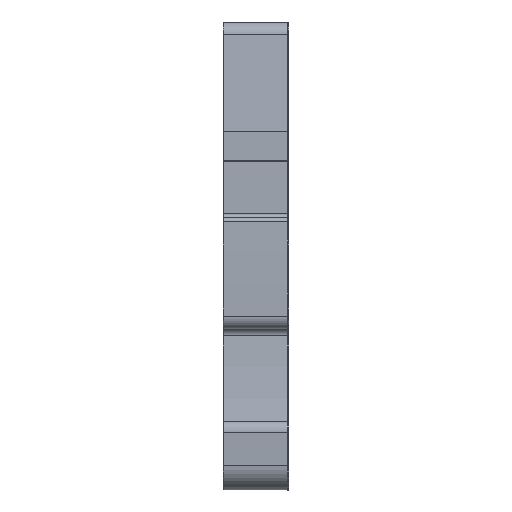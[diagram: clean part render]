
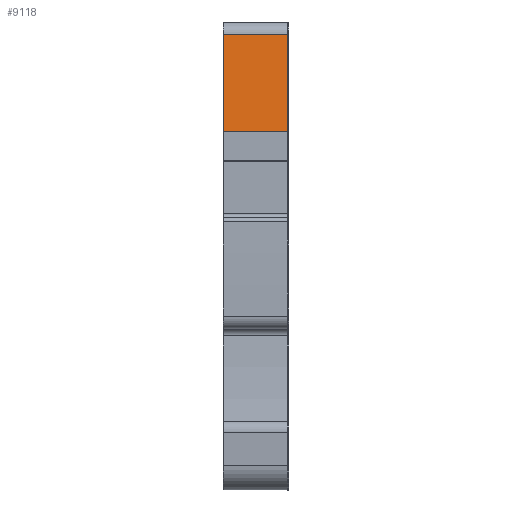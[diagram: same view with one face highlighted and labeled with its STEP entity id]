
A CAD part, front view. The second image highlights one B-rep face of the part: STEP entity #9118.
In plain terms, the highlighted planar face has unit normal (0, -0.996, 0.087).
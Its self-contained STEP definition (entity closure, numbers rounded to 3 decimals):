
#9091=AXIS2_PLACEMENT_3D('Plane Axis2P3D',#9088,#9089,#9090) ;
#9062=CARTESIAN_POINT('Line Origine',(2.5,1.936,27.7)) ;
#9066=CARTESIAN_POINT('Vertex',(5.,1.936,27.7)) ;
#9068=CARTESIAN_POINT('Vertex',(0.,1.936,27.7)) ;
#9088=CARTESIAN_POINT('Axis2P3D Location',(2.8,1.936,27.7)) ;
#9093=CARTESIAN_POINT('Line Origine',(2.5,2.596,35.237)) ;
#9097=CARTESIAN_POINT('Vertex',(5.,2.596,35.237)) ;
#9099=CARTESIAN_POINT('Vertex',(0.,2.596,35.237)) ;
#9102=CARTESIAN_POINT('Line Origine',(0.,2.266,31.469)) ;
#9107=CARTESIAN_POINT('Line Origine',(5.,2.266,31.469)) ;
#9063=DIRECTION('Vector Direction',(-1.,0.,0.)) ;
#9089=DIRECTION('Axis2P3D Direction',(0.,-0.996,0.087)) ;
#9090=DIRECTION('Axis2P3D XDirection',(0.,0.087,0.996)) ;
#9094=DIRECTION('Vector Direction',(-1.,0.,0.)) ;
#9103=DIRECTION('Vector Direction',(0.,0.087,0.996)) ;
#9108=DIRECTION('Vector Direction',(0.,0.087,0.996)) ;
#9064=VECTOR('Line Direction',#9063,1.) ;
#9095=VECTOR('Line Direction',#9094,1.) ;
#9104=VECTOR('Line Direction',#9103,1.) ;
#9109=VECTOR('Line Direction',#9108,1.) ;
#9113=ORIENTED_EDGE('',*,*,#9101,.T.) ;
#9114=ORIENTED_EDGE('',*,*,#9106,.F.) ;
#9115=ORIENTED_EDGE('',*,*,#9070,.F.) ;
#9116=ORIENTED_EDGE('',*,*,#9111,.T.) ;
#9118=ADVANCED_FACE('MLD1',(#9117),#9092,.T.) ;
#9070=EDGE_CURVE('',#9067,#9069,#9065,.T.) ;
#9101=EDGE_CURVE('',#9098,#9100,#9096,.T.) ;
#9106=EDGE_CURVE('',#9069,#9100,#9105,.T.) ;
#9111=EDGE_CURVE('',#9067,#9098,#9110,.T.) ;
#9112=EDGE_LOOP('',(#9113,#9114,#9115,#9116)) ;
#9117=FACE_OUTER_BOUND('',#9112,.T.) ;
#9065=LINE('Line',#9062,#9064) ;
#9096=LINE('Line',#9093,#9095) ;
#9105=LINE('Line',#9102,#9104) ;
#9110=LINE('Line',#9107,#9109) ;
#9092=PLANE('',#9091) ;
#9067=VERTEX_POINT('',#9066) ;
#9069=VERTEX_POINT('',#9068) ;
#9098=VERTEX_POINT('',#9097) ;
#9100=VERTEX_POINT('',#9099) ;
